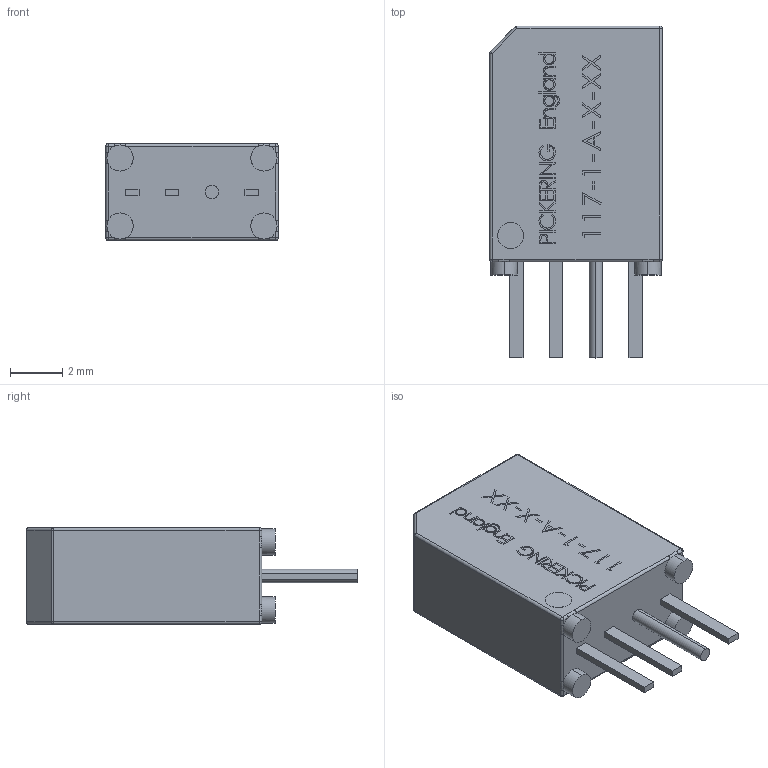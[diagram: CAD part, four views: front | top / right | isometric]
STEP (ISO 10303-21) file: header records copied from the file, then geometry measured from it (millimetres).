
FILE_DESCRIPTION (( 'STEP AP203' ), '1' );
FILE_NAME ('117-1-A.STEP', '2010-06-29T11:17:56', ( ' ' ), ( '' ), 'SwSTEP 2.0', 'SolidWorks 2009', '' );
FILE_SCHEMA (( 'CONFIG_CONTROL_DESIGN' ));
Length unit declared in the file: millimetre
Products named in the file (1): 117-1-A
Bounding box: 6.6 x 12.69 x 3.7 mm (x, y, z)
Volume: 221.8 mm3; surface area: 257.3 mm2
Topology: 1 solids, 1 shells, 389 faces, 1006 edges, 650 vertices
Faces by surface type: plane 266, bspline 78, cylinder 35, sphere 10
Entity records: 15691 total; most frequent: CARTESIAN_POINT 6620, ORIENTED_EDGE 1996, DIRECTION 1560, EDGE_CURVE 998, LINE 764, VECTOR 764, VERTEX_POINT 650, EDGE_LOOP 428
